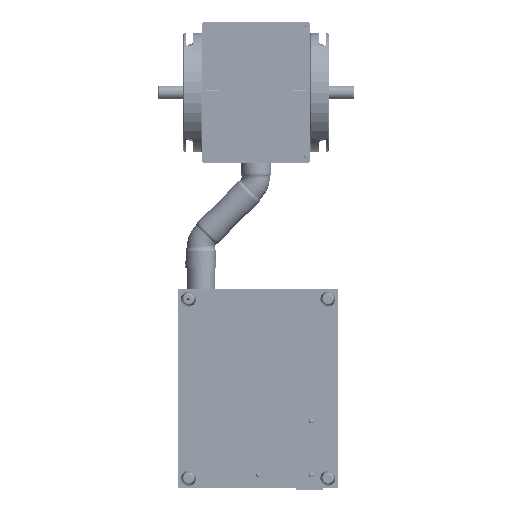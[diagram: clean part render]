
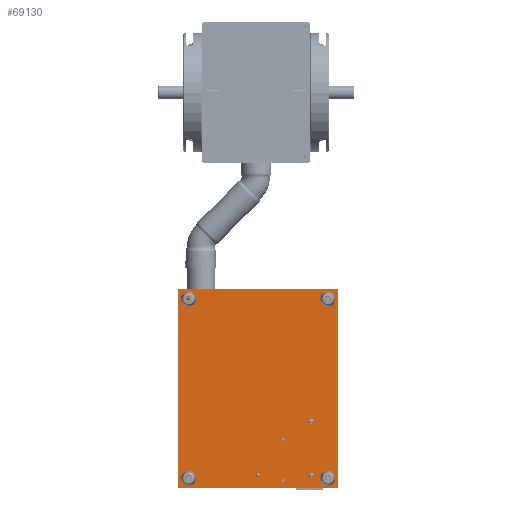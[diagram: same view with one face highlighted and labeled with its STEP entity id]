
A CAD part, front view. The second image highlights one B-rep face of the part: STEP entity #69130.
In plain terms, the highlighted planar face has unit normal (0, 1, 0).
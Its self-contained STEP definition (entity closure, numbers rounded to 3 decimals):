
#227 = DIRECTION ( 'NONE',  ( 0., 0., -1. ) ) ;
#339 = AXIS2_PLACEMENT_3D ( 'NONE', #144402, #12614, #129065 ) ;
#1534 = CARTESIAN_POINT ( 'NONE',  ( 54.968, 25.4, -665.797 ) ) ;
#1906 = CARTESIAN_POINT ( 'NONE',  ( 54.968, 25.4, -745.045 ) ) ;
#4276 = DIRECTION ( 'NONE',  ( 0., 0., -1. ) ) ;
#4486 = ORIENTED_EDGE ( 'NONE', *, *, #150289, .T. ) ;
#9319 = VERTEX_POINT ( 'NONE', #79522 ) ;
#11132 = DIRECTION ( 'NONE',  ( 0., 0., -1. ) ) ;
#12614 = DIRECTION ( 'NONE',  ( 0., -1., 0. ) ) ;
#12765 = EDGE_LOOP ( 'NONE', ( #81668 ) ) ;
#13025 = LINE ( 'NONE', #87093, #167507 ) ;
#13081 = AXIS2_PLACEMENT_3D ( 'NONE', #106623, #151780, #19966 ) ;
#13146 = EDGE_LOOP ( 'NONE', ( #73728 ) ) ;
#13400 = CARTESIAN_POINT ( 'NONE',  ( 140.058, 25.4, -399.669 ) ) ;
#15365 = EDGE_CURVE ( 'NONE', #146971, #146971, #131620, .T. ) ;
#16410 = AXIS2_PLACEMENT_3D ( 'NONE', #16453, #61632, #227 ) ;
#16453 = CARTESIAN_POINT ( 'NONE',  ( 140.058, 25.4, -395.303 ) ) ;
#16810 = EDGE_LOOP ( 'NONE', ( #4486 ) ) ;
#17909 = EDGE_CURVE ( 'NONE', #9319, #9319, #119183, .T. ) ;
#18287 = EDGE_LOOP ( 'NONE', ( #157772, #113883, #38572, #45049 ) ) ;
#19249 = CIRCLE ( 'NONE', #13081, 2.778 ) ;
#19815 = CARTESIAN_POINT ( 'NONE',  ( -145.692, 25.4, -376.253 ) ) ;
#19966 = DIRECTION ( 'NONE',  ( 0., 0., -1. ) ) ;
#21850 = DIRECTION ( 'NONE',  ( 0., 0., -1. ) ) ;
#22230 = FACE_OUTER_BOUND ( 'NONE', #18287, .T. ) ;
#23168 = FACE_BOUND ( 'NONE', #33977, .T. ) ;
#23274 = CARTESIAN_POINT ( 'NONE',  ( -145.692, 25.4, -376.253 ) ) ;
#27747 = DIRECTION ( 'NONE',  ( 0., 0., -1. ) ) ;
#29840 = CARTESIAN_POINT ( 'NONE',  ( 108.308, 25.4, -631.431 ) ) ;
#30953 = CARTESIAN_POINT ( 'NONE',  ( 140.058, 25.4, -738.203 ) ) ;
#33977 = EDGE_LOOP ( 'NONE', ( #40070 ) ) ;
#35423 = CARTESIAN_POINT ( 'NONE',  ( 54.968, 25.4, -742.267 ) ) ;
#37529 = FACE_BOUND ( 'NONE', #13146, .T. ) ;
#38572 = ORIENTED_EDGE ( 'NONE', *, *, #123419, .T. ) ;
#39004 = CARTESIAN_POINT ( 'NONE',  ( 6.708, 25.4, -731.853 ) ) ;
#40070 = ORIENTED_EDGE ( 'NONE', *, *, #81246, .T. ) ;
#41004 = CIRCLE ( 'NONE', #16410, 4.366 ) ;
#45049 = ORIENTED_EDGE ( 'NONE', *, *, #147465, .T. ) ;
#45795 = VECTOR ( 'NONE', #4276, 1000. ) ;
#47495 = EDGE_LOOP ( 'NONE', ( #67869 ) ) ;
#47571 = CARTESIAN_POINT ( 'NONE',  ( 159.108, 25.4, -757.253 ) ) ;
#51596 = AXIS2_PLACEMENT_3D ( 'NONE', #39004, #95812, #79436 ) ;
#51921 = VERTEX_POINT ( 'NONE', #122619 ) ;
#57321 = EDGE_CURVE ( 'NONE', #84578, #84578, #92381, .T. ) ;
#58249 = CARTESIAN_POINT ( 'NONE',  ( 108.308, 25.4, -734.631 ) ) ;
#58763 = EDGE_CURVE ( 'NONE', #51921, #94933, #99506, .T. ) ;
#58900 = DIRECTION ( 'NONE',  ( 0., 0., -1. ) ) ;
#61632 = DIRECTION ( 'NONE',  ( 0., -1., 0. ) ) ;
#63233 = AXIS2_PLACEMENT_3D ( 'NONE', #119137, #131621, #27747 ) ;
#65042 = EDGE_CURVE ( 'NONE', #94933, #182700, #13025, .T. ) ;
#65222 = VECTOR ( 'NONE', #172275, 1000. ) ;
#67869 = ORIENTED_EDGE ( 'NONE', *, *, #159660, .T. ) ;
#69130 = ADVANCED_FACE ( 'NONE', ( #110743, #182830, #98185, #127984, #138570, #171263, #23168, #37529, #184755, #22230 ), #139527, .F. ) ;
#73728 = ORIENTED_EDGE ( 'NONE', *, *, #153695, .T. ) ;
#79436 = DIRECTION ( 'NONE',  ( 0., 0., -1. ) ) ;
#79522 = CARTESIAN_POINT ( 'NONE',  ( 6.708, 25.4, -733.682 ) ) ;
#81246 = EDGE_CURVE ( 'NONE', #103794, #103794, #41004, .T. ) ;
#81668 = ORIENTED_EDGE ( 'NONE', *, *, #15365, .T. ) ;
#83379 = DIRECTION ( 'NONE',  ( 0., -1., 0. ) ) ;
#84578 = VERTEX_POINT ( 'NONE', #1534 ) ;
#85202 = DIRECTION ( 'NONE',  ( 0., 0., 1. ) ) ;
#87078 = CARTESIAN_POINT ( 'NONE',  ( -126.642, 25.4, -395.303 ) ) ;
#87093 = CARTESIAN_POINT ( 'NONE',  ( -145.692, 25.4, -757.253 ) ) ;
#87757 = DIRECTION ( 'NONE',  ( 0., -1., 0. ) ) ;
#88477 = VERTEX_POINT ( 'NONE', #1906 ) ;
#92381 = CIRCLE ( 'NONE', #339, 2.778 ) ;
#92927 = EDGE_LOOP ( 'NONE', ( #173037 ) ) ;
#93363 = EDGE_LOOP ( 'NONE', ( #127073 ) ) ;
#94021 = CARTESIAN_POINT ( 'NONE',  ( -145.692, 25.4, -757.253 ) ) ;
#94659 = LINE ( 'NONE', #47571, #45795 ) ;
#94933 = VERTEX_POINT ( 'NONE', #100442 ) ;
#95812 = DIRECTION ( 'NONE',  ( 0., -1., 0. ) ) ;
#97323 = LINE ( 'NONE', #23274, #65222 ) ;
#97839 = ORIENTED_EDGE ( 'NONE', *, *, #146339, .T. ) ;
#98185 = FACE_BOUND ( 'NONE', #47495, .T. ) ;
#99506 = LINE ( 'NONE', #94021, #126513 ) ;
#100442 = CARTESIAN_POINT ( 'NONE',  ( -145.692, 25.4, -757.253 ) ) ;
#102799 = ORIENTED_EDGE ( 'NONE', *, *, #57321, .T. ) ;
#102998 = VERTEX_POINT ( 'NONE', #29840 ) ;
#103794 = VERTEX_POINT ( 'NONE', #13400 ) ;
#106623 = CARTESIAN_POINT ( 'NONE',  ( 108.308, 25.4, -731.853 ) ) ;
#107628 = EDGE_CURVE ( 'NONE', #172901, #172901, #144092, .T. ) ;
#110743 = FACE_BOUND ( 'NONE', #93363, .T. ) ;
#111710 = DIRECTION ( 'NONE',  ( 0., 0., -1. ) ) ;
#113883 = ORIENTED_EDGE ( 'NONE', *, *, #65042, .T. ) ;
#116964 = DIRECTION ( 'NONE',  ( 0., -1., 0. ) ) ;
#119137 = CARTESIAN_POINT ( 'NONE',  ( 108.308, 25.4, -628.653 ) ) ;
#119183 = CIRCLE ( 'NONE', #51596, 1.829 ) ;
#120758 = VERTEX_POINT ( 'NONE', #58249 ) ;
#122619 = CARTESIAN_POINT ( 'NONE',  ( 159.108, 25.4, -757.253 ) ) ;
#123044 = DIRECTION ( 'NONE',  ( 0., 0., -1. ) ) ;
#123419 = EDGE_CURVE ( 'NONE', #182700, #157799, #97323, .T. ) ;
#126513 = VECTOR ( 'NONE', #152768, 1000. ) ;
#127073 = ORIENTED_EDGE ( 'NONE', *, *, #17909, .T. ) ;
#127984 = FACE_BOUND ( 'NONE', #176529, .T. ) ;
#129065 = DIRECTION ( 'NONE',  ( 0., 0., -1. ) ) ;
#129244 = AXIS2_PLACEMENT_3D ( 'NONE', #156857, #186651, #111710 ) ;
#131620 = CIRCLE ( 'NONE', #156272, 4.366 ) ;
#131621 = DIRECTION ( 'NONE',  ( 0., -1., 0. ) ) ;
#138570 = FACE_BOUND ( 'NONE', #155952, .T. ) ;
#139527 = PLANE ( 'NONE',  #129244 ) ;
#142026 = CARTESIAN_POINT ( 'NONE',  ( -126.642, 25.4, -738.203 ) ) ;
#144092 = CIRCLE ( 'NONE', #181081, 4.366 ) ;
#144402 = CARTESIAN_POINT ( 'NONE',  ( 54.968, 25.4, -663.019 ) ) ;
#144580 = CARTESIAN_POINT ( 'NONE',  ( 140.058, 25.4, -742.569 ) ) ;
#146339 = EDGE_CURVE ( 'NONE', #88477, #88477, #149653, .T. ) ;
#146971 = VERTEX_POINT ( 'NONE', #190277 ) ;
#147465 = EDGE_CURVE ( 'NONE', #157799, #51921, #94659, .T. ) ;
#149559 = AXIS2_PLACEMENT_3D ( 'NONE', #30953, #87757, #58900 ) ;
#149653 = CIRCLE ( 'NONE', #180409, 2.778 ) ;
#150289 = EDGE_CURVE ( 'NONE', #120758, #120758, #19249, .T. ) ;
#151780 = DIRECTION ( 'NONE',  ( 0., -1., 0. ) ) ;
#152768 = DIRECTION ( 'NONE',  ( -1., 0., 0. ) ) ;
#153695 = EDGE_CURVE ( 'NONE', #187001, #187001, #177281, .T. ) ;
#155952 = EDGE_LOOP ( 'NONE', ( #102799 ) ) ;
#156272 = AXIS2_PLACEMENT_3D ( 'NONE', #87078, #116964, #11132 ) ;
#156857 = CARTESIAN_POINT ( 'NONE',  ( 159.108, 25.4, -757.253 ) ) ;
#157772 = ORIENTED_EDGE ( 'NONE', *, *, #58763, .T. ) ;
#157799 = VERTEX_POINT ( 'NONE', #158702 ) ;
#158702 = CARTESIAN_POINT ( 'NONE',  ( 159.108, 25.4, -376.253 ) ) ;
#159660 = EDGE_CURVE ( 'NONE', #102998, #102998, #180000, .T. ) ;
#161355 = CARTESIAN_POINT ( 'NONE',  ( -126.642, 25.4, -742.569 ) ) ;
#166277 = DIRECTION ( 'NONE',  ( 0., -1., 0. ) ) ;
#167507 = VECTOR ( 'NONE', #85202, 1000. ) ;
#171263 = FACE_BOUND ( 'NONE', #12765, .T. ) ;
#172275 = DIRECTION ( 'NONE',  ( 1., 0., 0. ) ) ;
#172901 = VERTEX_POINT ( 'NONE', #161355 ) ;
#173037 = ORIENTED_EDGE ( 'NONE', *, *, #107628, .T. ) ;
#176529 = EDGE_LOOP ( 'NONE', ( #97839 ) ) ;
#177281 = CIRCLE ( 'NONE', #149559, 4.366 ) ;
#180000 = CIRCLE ( 'NONE', #63233, 2.778 ) ;
#180409 = AXIS2_PLACEMENT_3D ( 'NONE', #35423, #166277, #123044 ) ;
#181081 = AXIS2_PLACEMENT_3D ( 'NONE', #142026, #83379, #21850 ) ;
#182700 = VERTEX_POINT ( 'NONE', #19815 ) ;
#182830 = FACE_BOUND ( 'NONE', #16810, .T. ) ;
#184755 = FACE_BOUND ( 'NONE', #92927, .T. ) ;
#186651 = DIRECTION ( 'NONE',  ( 0., -1., 0. ) ) ;
#187001 = VERTEX_POINT ( 'NONE', #144580 ) ;
#190277 = CARTESIAN_POINT ( 'NONE',  ( -126.642, 25.4, -399.669 ) ) ;
